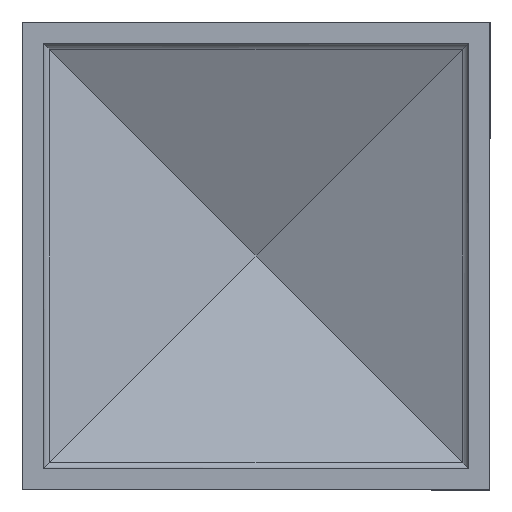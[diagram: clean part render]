
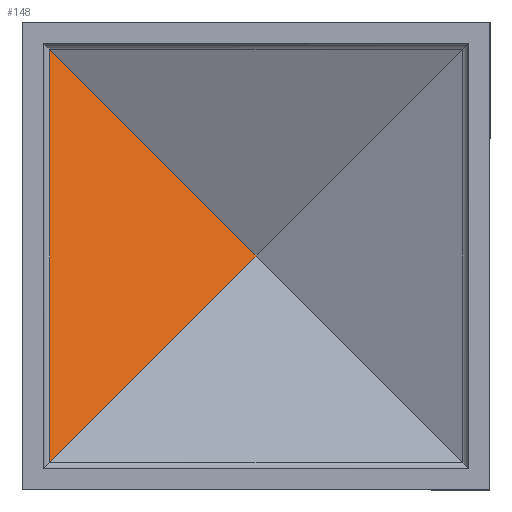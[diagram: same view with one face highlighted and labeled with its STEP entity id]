
A CAD part, front view. The second image highlights one B-rep face of the part: STEP entity #148.
In plain terms, the highlighted planar face has unit normal (0.414, -0.91, 0).
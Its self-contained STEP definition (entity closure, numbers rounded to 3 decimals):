
#148 = ADVANCED_FACE ( 'NONE', ( #3646 ), #11101, .T. ) ;
#285 = DIRECTION ( 'NONE',  ( 0.414, -0.91, 0. ) ) ;
#1251 = EDGE_CURVE ( 'NONE', #7502, #6777, #7290, .T. ) ;
#1595 = ORIENTED_EDGE ( 'NONE', *, *, #10981, .T. ) ;
#1719 = CARTESIAN_POINT ( 'NONE',  ( -19.414, 8.979, 19.414 ) ) ;
#1792 = VECTOR ( 'NONE', #6916, 1000. ) ;
#2382 = ORIENTED_EDGE ( 'NONE', *, *, #10319, .T. ) ;
#2872 = CARTESIAN_POINT ( 'NONE',  ( -19.414, 8.979, -22. ) ) ;
#3522 = CARTESIAN_POINT ( 'NONE',  ( -19.414, 8.979, -19.414 ) ) ;
#3646 = FACE_OUTER_BOUND ( 'NONE', #7657, .T. ) ;
#4210 = CARTESIAN_POINT ( 'NONE',  ( -19.414, 8.979, -22. ) ) ;
#4252 = DIRECTION ( 'NONE',  ( 0.91, 0.414, 0. ) ) ;
#5158 = VECTOR ( 'NONE', #8505, 1000. ) ;
#5577 = VERTEX_POINT ( 'NONE', #11124 ) ;
#5602 = CARTESIAN_POINT ( 'NONE',  ( -0.649, 17.517, 0.649 ) ) ;
#5935 = DIRECTION ( 'NONE',  ( 0.673, 0.306, 0.673 ) ) ;
#6168 = AXIS2_PLACEMENT_3D ( 'NONE', #4210, #285, #4252 ) ;
#6777 = VERTEX_POINT ( 'NONE', #1719 ) ;
#6916 = DIRECTION ( 'NONE',  ( 0., 0., 1. ) ) ;
#7290 = LINE ( 'NONE', #2872, #1792 ) ;
#7502 = VERTEX_POINT ( 'NONE', #3522 ) ;
#7657 = EDGE_LOOP ( 'NONE', ( #2382, #1595, #9768 ) ) ;
#7994 = VECTOR ( 'NONE', #5935, 1000. ) ;
#8505 = DIRECTION ( 'NONE',  ( -0.673, -0.306, 0.673 ) ) ;
#9260 = LINE ( 'NONE', #10940, #7994 ) ;
#9768 = ORIENTED_EDGE ( 'NONE', *, *, #1251, .F. ) ;
#10319 = EDGE_CURVE ( 'NONE', #7502, #5577, #9260, .T. ) ;
#10710 = LINE ( 'NONE', #5602, #5158 ) ;
#10940 = CARTESIAN_POINT ( 'NONE',  ( -20.586, 8.446, -20.586 ) ) ;
#10981 = EDGE_CURVE ( 'NONE', #5577, #6777, #10710, .T. ) ;
#11101 = PLANE ( 'NONE',  #6168 ) ;
#11124 = CARTESIAN_POINT ( 'NONE',  ( 0., 17.813, 0. ) ) ;
